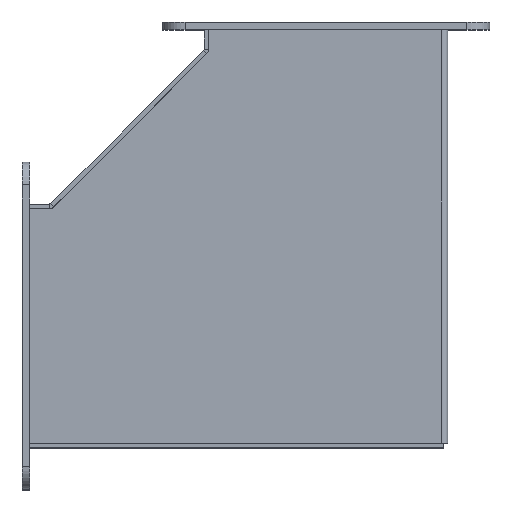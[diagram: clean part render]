
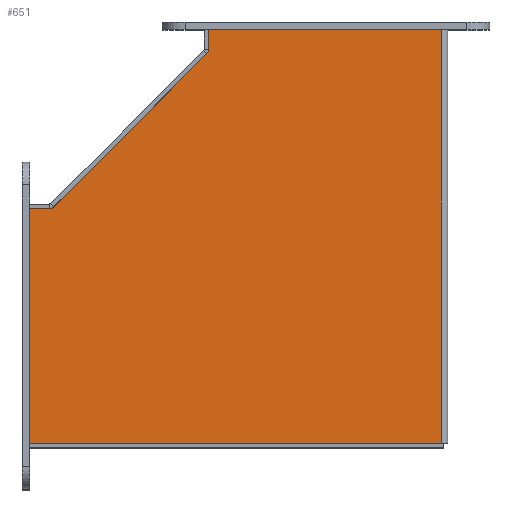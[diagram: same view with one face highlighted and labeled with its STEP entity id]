
A CAD part, top view. The second image highlights one B-rep face of the part: STEP entity #651.
In plain terms, the highlighted planar face has unit normal (0, 0, 1).
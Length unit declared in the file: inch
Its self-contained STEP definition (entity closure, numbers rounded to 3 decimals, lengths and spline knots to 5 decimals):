
#333=CARTESIAN_POINT('',(-6.926,1.83225,0.074));
#334=VERTEX_POINT('',#333);
#341=CARTESIAN_POINT('',(-6.8635,1.83225,0.074));
#342=VERTEX_POINT('',#341);
#343=CARTESIAN_POINT('',(-6.8635,1.83225,0.074));
#344=DIRECTION('',(-1.0,0.0,0.0));
#345=VECTOR('',#344,0.0625);
#346=LINE('',#343,#345);
#347=EDGE_CURVE('',#342,#334,#346,.T.);
#372=CARTESIAN_POINT('',(-6.8635,2.01975,0.074));
#373=VERTEX_POINT('',#372);
#374=CARTESIAN_POINT('',(-6.8635,2.01975,0.074));
#375=DIRECTION('',(0.0,-1.0,0.0));
#376=VECTOR('',#375,0.1875);
#377=LINE('',#374,#376);
#378=EDGE_CURVE('',#373,#342,#377,.T.);
#403=CARTESIAN_POINT('',(-6.926,2.01975,0.074));
#404=VERTEX_POINT('',#403);
#405=CARTESIAN_POINT('',(-6.926,2.01975,0.074));
#406=DIRECTION('',(1.0,0.0,0.0));
#407=VECTOR('',#406,0.0625);
#408=LINE('',#405,#407);
#409=EDGE_CURVE('',#404,#373,#408,.T.);
#435=CARTESIAN_POINT('',(-2.09375,6.852,0.074));
#436=VERTEX_POINT('',#435);
#443=CARTESIAN_POINT('',(-2.09375,6.7895,0.074));
#444=VERTEX_POINT('',#443);
#445=CARTESIAN_POINT('',(-2.09375,6.7895,0.074));
#446=DIRECTION('',(0.0,1.0,0.0));
#447=VECTOR('',#446,0.0625);
#448=LINE('',#445,#447);
#449=EDGE_CURVE('',#444,#436,#448,.T.);
#475=CARTESIAN_POINT('',(-1.90625,6.7895,0.074));
#476=VERTEX_POINT('',#475);
#483=CARTESIAN_POINT('',(-1.90625,6.852,0.074));
#484=VERTEX_POINT('',#483);
#485=CARTESIAN_POINT('',(-1.90625,6.852,0.074));
#486=DIRECTION('',(0.0,-1.0,0.0));
#487=VECTOR('',#486,0.0625);
#488=LINE('',#485,#487);
#489=EDGE_CURVE('',#484,#476,#488,.T.);
#512=CARTESIAN_POINT('',(-1.90625,6.7895,0.074));
#513=DIRECTION('',(-1.0,0.0,0.0));
#514=VECTOR('',#513,0.1875);
#515=LINE('',#512,#514);
#516=EDGE_CURVE('',#476,#444,#515,.T.);
#536=CARTESIAN_POINT('',(-6.926,0.0,0.074));
#537=VERTEX_POINT('',#536);
#544=CARTESIAN_POINT('',(-6.926,0.0,0.074));
#545=DIRECTION('',(0.0,1.0,0.0));
#546=VECTOR('',#545,1.83225);
#547=LINE('',#544,#546);
#548=EDGE_CURVE('',#537,#334,#547,.T.);
#559=CARTESIAN_POINT('',(-6.926,3.852,0.074));
#560=VERTEX_POINT('',#559);
#561=CARTESIAN_POINT('',(-6.926,2.01975,0.074));
#562=DIRECTION('',(0.0,1.0,0.0));
#563=VECTOR('',#562,1.83225);
#564=LINE('',#561,#563);
#565=EDGE_CURVE('',#404,#560,#564,.T.);
#584=CARTESIAN_POINT('',(-3.14336,3.10851,0.074));
#585=DIRECTION('',(0.0,0.0,1.0));
#586=DIRECTION('',(1.0,0.0,0.0));
#587=AXIS2_PLACEMENT_3D('',#584,#585,#586);
#588=PLANE('',#587);
#589=ORIENTED_EDGE('',*,*,#409,.T.);
#590=ORIENTED_EDGE('',*,*,#378,.T.);
#591=ORIENTED_EDGE('',*,*,#347,.T.);
#592=ORIENTED_EDGE('',*,*,#548,.F.);
#593=CARTESIAN_POINT('',(-0.10525,0.0,0.074));
#594=VERTEX_POINT('',#593);
#595=CARTESIAN_POINT('',(-0.10525,0.0,0.074));
#596=DIRECTION('',(-1.0,0.0,0.0));
#597=VECTOR('',#596,6.82075);
#598=LINE('',#595,#597);
#599=EDGE_CURVE('',#594,#537,#598,.T.);
#600=ORIENTED_EDGE('',*,*,#599,.F.);
#601=CARTESIAN_POINT('',(-0.10525,6.852,0.074));
#602=VERTEX_POINT('',#601);
#603=CARTESIAN_POINT('',(-0.10525,0.0,0.074));
#604=DIRECTION('',(0.0,1.0,0.0));
#605=VECTOR('',#604,6.852);
#606=LINE('',#603,#605);
#607=EDGE_CURVE('',#594,#602,#606,.T.);
#608=ORIENTED_EDGE('',*,*,#607,.T.);
#609=CARTESIAN_POINT('',(-1.90625,6.852,0.074));
#610=DIRECTION('',(1.0,0.0,0.0));
#611=VECTOR('',#610,1.801);
#612=LINE('',#609,#611);
#613=EDGE_CURVE('',#484,#602,#612,.T.);
#614=ORIENTED_EDGE('',*,*,#613,.F.);
#615=ORIENTED_EDGE('',*,*,#489,.T.);
#616=ORIENTED_EDGE('',*,*,#516,.T.);
#617=ORIENTED_EDGE('',*,*,#449,.T.);
#618=CARTESIAN_POINT('',(-3.926,6.852,0.074));
#619=VERTEX_POINT('',#618);
#620=CARTESIAN_POINT('',(-3.926,6.852,0.074));
#621=DIRECTION('',(1.0,0.0,0.0));
#622=VECTOR('',#621,1.83225);
#623=LINE('',#620,#622);
#624=EDGE_CURVE('',#619,#436,#623,.T.);
#625=ORIENTED_EDGE('',*,*,#624,.F.);
#626=CARTESIAN_POINT('',(-3.926,6.426,0.074));
#627=VERTEX_POINT('',#626);
#628=CARTESIAN_POINT('',(-3.926,6.426,0.074));
#629=DIRECTION('',(0.0,1.0,0.0));
#630=VECTOR('',#629,0.426);
#631=LINE('',#628,#630);
#632=EDGE_CURVE('',#627,#619,#631,.T.);
#633=ORIENTED_EDGE('',*,*,#632,.F.);
#634=CARTESIAN_POINT('',(-6.5,3.852,0.074));
#635=VERTEX_POINT('',#634);
#636=CARTESIAN_POINT('',(-6.5,3.852,0.074));
#637=DIRECTION('',(0.707,0.707,0.0));
#638=VECTOR('',#637,3.64019);
#639=LINE('',#636,#638);
#640=EDGE_CURVE('',#635,#627,#639,.T.);
#641=ORIENTED_EDGE('',*,*,#640,.F.);
#642=CARTESIAN_POINT('',(-6.926,3.852,0.074));
#643=DIRECTION('',(1.0,0.0,0.0));
#644=VECTOR('',#643,0.426);
#645=LINE('',#642,#644);
#646=EDGE_CURVE('',#560,#635,#645,.T.);
#647=ORIENTED_EDGE('',*,*,#646,.F.);
#648=ORIENTED_EDGE('',*,*,#565,.F.);
#649=EDGE_LOOP('',(#589,#590,#591,#592,#600,#608,#614,#615,#616,#617,#625,#633,#641,#647,#648));
#650=FACE_OUTER_BOUND('',#649,.T.);
#651=ADVANCED_FACE('',(#650),#588,.T.);
